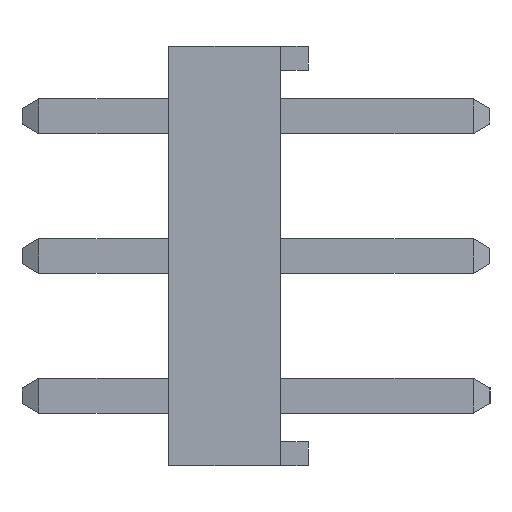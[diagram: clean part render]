
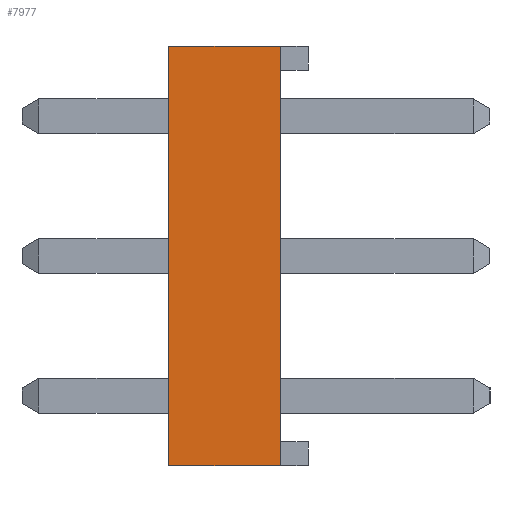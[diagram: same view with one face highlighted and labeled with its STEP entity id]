
A CAD part, left-side view. The second image highlights one B-rep face of the part: STEP entity #7977.
In plain terms, the highlighted planar face has unit normal (-1, 0, 0).
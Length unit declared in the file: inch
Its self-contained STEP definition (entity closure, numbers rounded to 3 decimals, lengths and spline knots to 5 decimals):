
#1711=ORIENTED_EDGE('',*,*,#3257,.F.);
#1712=ORIENTED_EDGE('',*,*,#2931,.F.);
#1713=ORIENTED_EDGE('',*,*,#3258,.F.);
#1714=ORIENTED_EDGE('',*,*,#2980,.T.);
#2931=EDGE_CURVE('',#3789,#3790,#4701,.T.);
#2980=EDGE_CURVE('',#3827,#3826,#4750,.T.);
#3257=EDGE_CURVE('',#3790,#3826,#5027,.T.);
#3258=EDGE_CURVE('',#3827,#3789,#5028,.T.);
#3789=VERTEX_POINT('',#11944);
#3790=VERTEX_POINT('',#11946);
#3826=VERTEX_POINT('',#12034);
#3827=VERTEX_POINT('',#12036);
#4701=LINE('',#11945,#5799);
#4750=LINE('',#12035,#5848);
#5027=LINE('',#12582,#6125);
#5028=LINE('',#12583,#6126);
#5799=VECTOR('',#9753,39.37008);
#5848=VECTOR('',#9810,39.37008);
#6125=VECTOR('',#10287,39.37008);
#6126=VECTOR('',#10288,39.37008);
#6579=EDGE_LOOP('',(#1711,#1712,#1713,#1714));
#7069=FACE_BOUND('',#6579,.T.);
#7535=PLANE('',#8446);
#7977=ADVANCED_FACE('',(#7069),#7535,.F.);
#8446=AXIS2_PLACEMENT_3D('',#12581,#10285,#10286);
#9753=DIRECTION('',(0.,-1.,0.));
#9810=DIRECTION('',(0.,-1.,0.));
#10285=DIRECTION('',(1.,0.,0.));
#10286=DIRECTION('',(0.,0.,-1.));
#10287=DIRECTION('',(0.,0.,-1.));
#10288=DIRECTION('',(0.,0.,1.));
#11944=CARTESIAN_POINT('',(-0.2,0.1,0.15));
#11945=CARTESIAN_POINT('',(-0.2,0.1,0.15));
#11946=CARTESIAN_POINT('',(-0.2,0.02,0.15));
#12034=CARTESIAN_POINT('',(-0.2,0.02,-0.15));
#12035=CARTESIAN_POINT('',(-0.2,0.1,-0.15));
#12036=CARTESIAN_POINT('',(-0.2,0.1,-0.15));
#12581=CARTESIAN_POINT('',(-0.2,0.1,-0.15));
#12582=CARTESIAN_POINT('',(-0.2,0.02,-0.15));
#12583=CARTESIAN_POINT('',(-0.2,0.1,-0.15));
